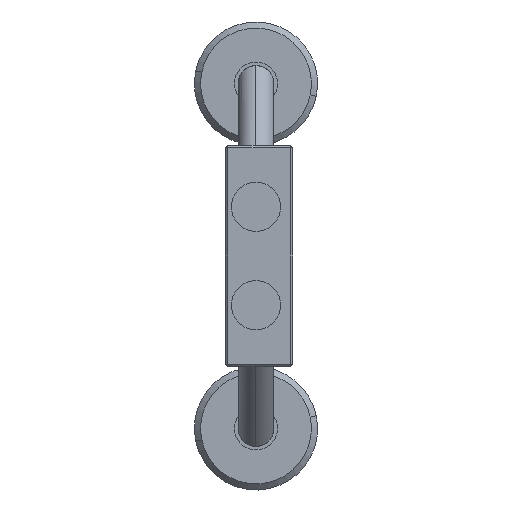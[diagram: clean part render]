
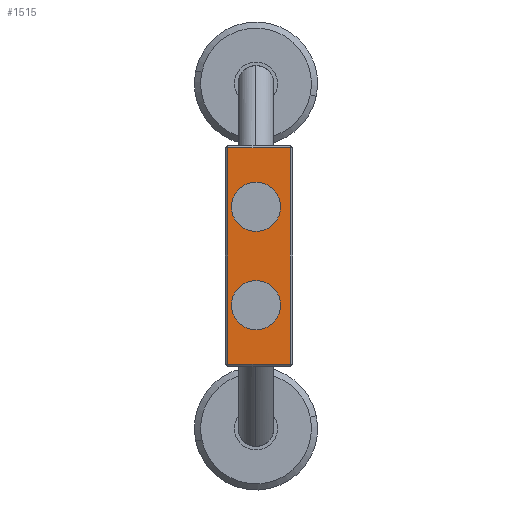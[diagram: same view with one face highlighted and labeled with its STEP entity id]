
A CAD part, left-side view. The second image highlights one B-rep face of the part: STEP entity #1515.
In plain terms, the highlighted planar face has unit normal (-1, 0, 0).
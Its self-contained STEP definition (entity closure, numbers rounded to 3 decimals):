
#25 = CARTESIAN_POINT ( 'NONE',  ( -18., 0., 0. ) ) ;
#119 = EDGE_CURVE ( 'NONE', #2515, #1229, #1552, .T. ) ;
#158 = DIRECTION ( 'NONE',  ( -1., 0., 0. ) ) ;
#179 = CARTESIAN_POINT ( 'NONE',  ( -18., 0., 4. ) ) ;
#190 = AXIS2_PLACEMENT_3D ( 'NONE', #1827, #158, #2145 ) ;
#211 = DIRECTION ( 'NONE',  ( 0., 0., -1. ) ) ;
#221 = VECTOR ( 'NONE', #1212, 1000. ) ;
#251 = VERTEX_POINT ( 'NONE', #663 ) ;
#357 = ORIENTED_EDGE ( 'NONE', *, *, #2262, .F. ) ;
#419 = CIRCLE ( 'NONE', #1437, 2. ) ;
#430 = VERTEX_POINT ( 'NONE', #711 ) ;
#479 = VERTEX_POINT ( 'NONE', #1118 ) ;
#482 = CARTESIAN_POINT ( 'NONE',  ( -18., 2.3, 8.8 ) ) ;
#588 = EDGE_CURVE ( 'NONE', #2380, #430, #419, .T. ) ;
#663 = CARTESIAN_POINT ( 'NONE',  ( -18., 2.3, -8.8 ) ) ;
#711 = CARTESIAN_POINT ( 'NONE',  ( -18., 0., 6. ) ) ;
#751 = ORIENTED_EDGE ( 'NONE', *, *, #2113, .F. ) ;
#784 = DIRECTION ( 'NONE',  ( 0., 0., 1. ) ) ;
#807 = ORIENTED_EDGE ( 'NONE', *, *, #1805, .T. ) ;
#867 = LINE ( 'NONE', #1170, #221 ) ;
#874 = ORIENTED_EDGE ( 'NONE', *, *, #588, .F. ) ;
#892 = AXIS2_PLACEMENT_3D ( 'NONE', #1253, #1835, #1444 ) ;
#899 = CIRCLE ( 'NONE', #1830, 2. ) ;
#975 = ORIENTED_EDGE ( 'NONE', *, *, #1263, .T. ) ;
#1047 = EDGE_CURVE ( 'NONE', #2389, #1757, #1715, .T. ) ;
#1107 = DIRECTION ( 'NONE',  ( 0., 0., 1. ) ) ;
#1118 = CARTESIAN_POINT ( 'NONE',  ( -18., -2.8, -8.8 ) ) ;
#1144 = DIRECTION ( 'NONE',  ( -1., 0., 0. ) ) ;
#1170 = CARTESIAN_POINT ( 'NONE',  ( -18., -2.8, 9. ) ) ;
#1212 = DIRECTION ( 'NONE',  ( 0., 0., 1. ) ) ;
#1223 = EDGE_LOOP ( 'NONE', ( #2233, #751 ) ) ;
#1229 = VERTEX_POINT ( 'NONE', #1275 ) ;
#1233 = EDGE_CURVE ( 'NONE', #251, #479, #2360, .T. ) ;
#1253 = CARTESIAN_POINT ( 'NONE',  ( -18., 0., 4. ) ) ;
#1262 = DIRECTION ( 'NONE',  ( 0., -1., 0. ) ) ;
#1263 = EDGE_CURVE ( 'NONE', #479, #2389, #867, .T. ) ;
#1275 = CARTESIAN_POINT ( 'NONE',  ( -18., 0., -6. ) ) ;
#1311 = EDGE_LOOP ( 'NONE', ( #357, #874 ) ) ;
#1338 = CARTESIAN_POINT ( 'NONE',  ( -18., 0., -2. ) ) ;
#1420 = FACE_BOUND ( 'NONE', #1311, .T. ) ;
#1430 = CARTESIAN_POINT ( 'NONE',  ( -18., -2.8, 8.8 ) ) ;
#1432 = CARTESIAN_POINT ( 'NONE',  ( -18., -3., -8.8 ) ) ;
#1437 = AXIS2_PLACEMENT_3D ( 'NONE', #179, #1144, #1107 ) ;
#1444 = DIRECTION ( 'NONE',  ( 0., 0., 1. ) ) ;
#1505 = VECTOR ( 'NONE', #211, 1000. ) ;
#1508 = CARTESIAN_POINT ( 'NONE',  ( -18., 2.3, -9. ) ) ;
#1515 = ADVANCED_FACE ( 'NONE', ( #1616, #1420, #2548 ), #1802, .T. ) ;
#1552 = CIRCLE ( 'NONE', #190, 2. ) ;
#1616 = FACE_OUTER_BOUND ( 'NONE', #1692, .T. ) ;
#1645 = CARTESIAN_POINT ( 'NONE',  ( -18., 0., -4. ) ) ;
#1662 = AXIS2_PLACEMENT_3D ( 'NONE', #25, #2437, #784 ) ;
#1692 = EDGE_LOOP ( 'NONE', ( #2065, #975, #1817, #807 ) ) ;
#1715 = LINE ( 'NONE', #2122, #2269 ) ;
#1757 = VERTEX_POINT ( 'NONE', #482 ) ;
#1802 = PLANE ( 'NONE',  #1662 ) ;
#1805 = EDGE_CURVE ( 'NONE', #1757, #251, #2129, .T. ) ;
#1809 = VECTOR ( 'NONE', #1262, 1000. ) ;
#1817 = ORIENTED_EDGE ( 'NONE', *, *, #1047, .T. ) ;
#1827 = CARTESIAN_POINT ( 'NONE',  ( -18., 0., -4. ) ) ;
#1830 = AXIS2_PLACEMENT_3D ( 'NONE', #1645, #2570, #2393 ) ;
#1835 = DIRECTION ( 'NONE',  ( -1., 0., 0. ) ) ;
#1972 = CARTESIAN_POINT ( 'NONE',  ( -18., 0., 2. ) ) ;
#2065 = ORIENTED_EDGE ( 'NONE', *, *, #1233, .T. ) ;
#2113 = EDGE_CURVE ( 'NONE', #1229, #2515, #899, .T. ) ;
#2122 = CARTESIAN_POINT ( 'NONE',  ( -18., 2.5, 8.8 ) ) ;
#2129 = LINE ( 'NONE', #1508, #1505 ) ;
#2145 = DIRECTION ( 'NONE',  ( 0., 0., 1. ) ) ;
#2148 = DIRECTION ( 'NONE',  ( 0., 1., 0. ) ) ;
#2162 = CIRCLE ( 'NONE', #892, 2. ) ;
#2233 = ORIENTED_EDGE ( 'NONE', *, *, #119, .F. ) ;
#2262 = EDGE_CURVE ( 'NONE', #430, #2380, #2162, .T. ) ;
#2269 = VECTOR ( 'NONE', #2148, 1000. ) ;
#2360 = LINE ( 'NONE', #1432, #1809 ) ;
#2380 = VERTEX_POINT ( 'NONE', #1972 ) ;
#2389 = VERTEX_POINT ( 'NONE', #1430 ) ;
#2393 = DIRECTION ( 'NONE',  ( 0., 0., 1. ) ) ;
#2437 = DIRECTION ( 'NONE',  ( -1., 0., 0. ) ) ;
#2515 = VERTEX_POINT ( 'NONE', #1338 ) ;
#2548 = FACE_BOUND ( 'NONE', #1223, .T. ) ;
#2570 = DIRECTION ( 'NONE',  ( -1., 0., 0. ) ) ;
